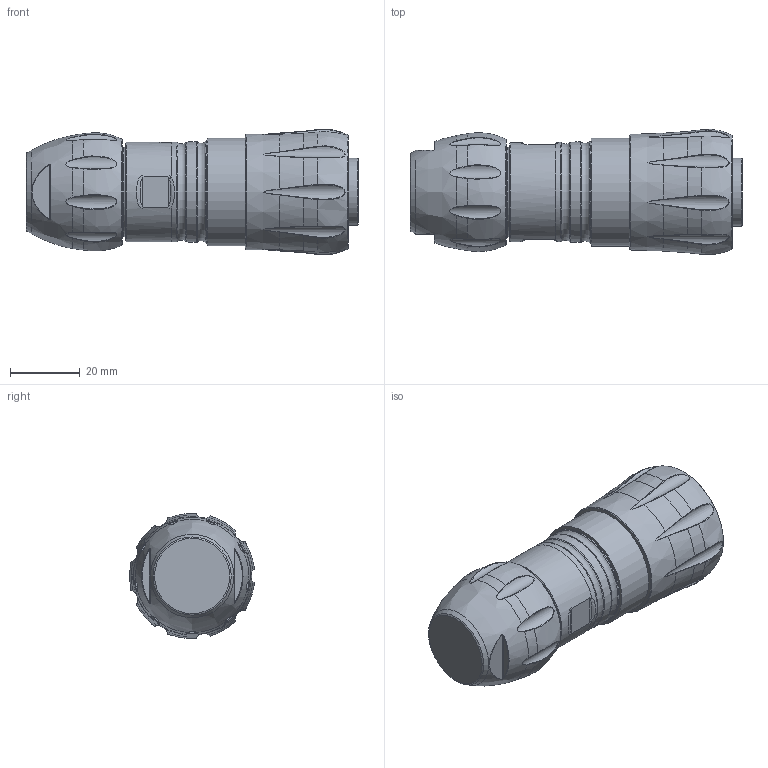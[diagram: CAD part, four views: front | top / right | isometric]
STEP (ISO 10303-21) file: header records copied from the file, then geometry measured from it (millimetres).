
FILE_DESCRIPTION(/* description */ (''),/* implementation_level */ '2;1');
FILE_NAME(/* name */ '99_6502_000_08_001_02.stp',/* time_stamp */ '2014-10-17T09:07:50+02:00',/* author */ (''),/* organization */ (''),/* preprocessor_version */ 'ST-DEVELOPER v14',/* originating_system */ 'SIEMENS PLM Software NX 8.0',/* authorisation */ '');
FILE_SCHEMA (('AP203_CONFIGURATION_CONTROLLED_3D_DESIGN_OF_MECHANICAL_PARTS_AND_ASSEMBLIES_MIM_LF { 1 0 10303 403 2 1 2}'));
Length unit declared in the file: millimetre
Products named in the file (1): cerl11EC6CCDkrrx
Bounding box: 94.9 x 35.81 x 35.94 mm (x, y, z)
Volume: 65597.3 mm3; surface area: 15067.8 mm2
Topology: 1 solids, 1 shells, 360 faces, 849 edges, 510 vertices
Faces by surface type: bspline 133, cylinder 100, plane 61, torus 35, cone 31
Full cylindrical faces by diameter (mm): 3.05 x4, 3.8 x1, 4.25 x4, 6.05 x1, 19.4 x1, 23 x1, 25.7 x1, 27.7 x1, 28.4 x1, 30.8 x1
Entity records: 14839 total; most frequent: CARTESIAN_POINT 7640, ORIENTED_EDGE 1552, DIRECTION 1332, EDGE_CURVE 776, AXIS2_PLACEMENT_3D 588, VERTEX_POINT 484, EDGE_LOOP 426, ADVANCED_FACE 360
